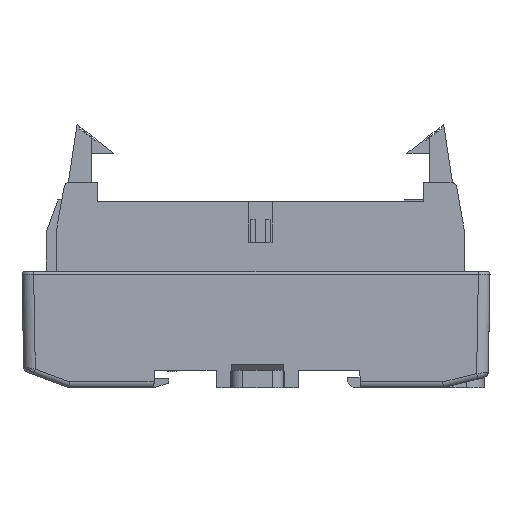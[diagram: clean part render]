
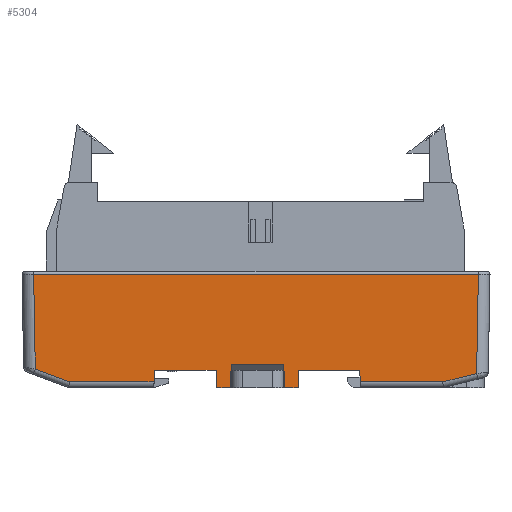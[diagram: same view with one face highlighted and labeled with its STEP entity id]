
A CAD part, left-side view. The second image highlights one B-rep face of the part: STEP entity #5304.
In plain terms, the highlighted planar face has unit normal (-1, 0, -0.018).
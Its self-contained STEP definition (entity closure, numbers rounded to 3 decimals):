
#3007=FACE_OUTER_BOUND('',#10249,.T.);
#5304=ADVANCED_FACE('',(#3007),#7599,.T.);
#7599=PLANE('',#43643);
#10249=EDGE_LOOP('',(#14180,#14181,#14182,#14183,#14184,#14185,#14186,#14187,
#14188,#14189,#14190,#14191,#14192,#14193,#14194,#14195,#14196,#14197));
#14180=ORIENTED_EDGE('',*,*,#28810,.T.);
#14181=ORIENTED_EDGE('',*,*,#28819,.F.);
#14182=ORIENTED_EDGE('',*,*,#28813,.T.);
#14183=ORIENTED_EDGE('',*,*,#28552,.F.);
#14184=ORIENTED_EDGE('',*,*,#28854,.F.);
#14185=ORIENTED_EDGE('',*,*,#28887,.T.);
#14186=ORIENTED_EDGE('',*,*,#28910,.T.);
#14187=ORIENTED_EDGE('',*,*,#28911,.T.);
#14188=ORIENTED_EDGE('',*,*,#28646,.T.);
#14189=ORIENTED_EDGE('',*,*,#28843,.T.);
#14190=ORIENTED_EDGE('',*,*,#28891,.T.);
#14191=ORIENTED_EDGE('',*,*,#28908,.T.);
#14192=ORIENTED_EDGE('',*,*,#28901,.F.);
#14193=ORIENTED_EDGE('',*,*,#28562,.F.);
#14194=ORIENTED_EDGE('',*,*,#28822,.F.);
#14195=ORIENTED_EDGE('',*,*,#28838,.F.);
#14196=ORIENTED_EDGE('',*,*,#28832,.T.);
#14197=ORIENTED_EDGE('',*,*,#28912,.T.);
#24919=VERTEX_POINT('',#57979);
#24920=VERTEX_POINT('',#57981);
#24929=VERTEX_POINT('',#57999);
#24930=VERTEX_POINT('',#58001);
#25009=VERTEX_POINT('',#58170);
#25010=VERTEX_POINT('',#58172);
#25113=VERTEX_POINT('',#58503);
#25114=VERTEX_POINT('',#58505);
#25116=VERTEX_POINT('',#58511);
#25119=VERTEX_POINT('',#58528);
#25125=VERTEX_POINT('',#58546);
#25126=VERTEX_POINT('',#58548);
#25131=VERTEX_POINT('',#58572);
#25138=VERTEX_POINT('',#58622);
#25167=VERTEX_POINT('',#58686);
#25170=VERTEX_POINT('',#58696);
#25174=VERTEX_POINT('',#58712);
#25176=VERTEX_POINT('',#58728);
#28552=EDGE_CURVE('',#24919,#24920,#34184,.T.);
#28562=EDGE_CURVE('',#24929,#24930,#34192,.T.);
#28646=EDGE_CURVE('',#25010,#25009,#34267,.T.);
#28810=EDGE_CURVE('',#25114,#25113,#34405,.T.);
#28813=EDGE_CURVE('',#25116,#24920,#34408,.T.);
#28819=EDGE_CURVE('',#25116,#25113,#34413,.T.);
#28822=EDGE_CURVE('',#25119,#24929,#34416,.T.);
#28832=EDGE_CURVE('',#25126,#25125,#34425,.T.);
#28838=EDGE_CURVE('',#25126,#25119,#34431,.T.);
#28843=EDGE_CURVE('',#25009,#25131,#34435,.T.);
#28854=EDGE_CURVE('',#25138,#24919,#34438,.T.);
#28887=EDGE_CURVE('',#25138,#25167,#34461,.T.);
#28891=EDGE_CURVE('',#25131,#25170,#34463,.T.);
#28901=EDGE_CURVE('',#24930,#25174,#34470,.T.);
#28908=EDGE_CURVE('',#25170,#25174,#34476,.T.);
#28910=EDGE_CURVE('',#25167,#25176,#34477,.T.);
#28911=EDGE_CURVE('',#25176,#25010,#34478,.T.);
#28912=EDGE_CURVE('',#25125,#25114,#34479,.T.);
#34184=LINE('',#57980,#38959);
#34192=LINE('',#58000,#38967);
#34267=LINE('',#58171,#39042);
#34405=LINE('',#58504,#39180);
#34408=LINE('',#58510,#39183);
#34413=LINE('',#58522,#39188);
#34416=LINE('',#58527,#39191);
#34425=LINE('',#58547,#39200);
#34431=LINE('',#58558,#39206);
#34435=LINE('',#58573,#39210);
#34438=LINE('',#58623,#39213);
#34461=LINE('',#58687,#39236);
#34463=LINE('',#58695,#39238);
#34470=LINE('',#58711,#39245);
#34476=LINE('',#58723,#39251);
#34477=LINE('',#58727,#39252);
#34478=LINE('',#58729,#39253);
#34479=LINE('',#58730,#39254);
#38959=VECTOR('',#46731,1.);
#38967=VECTOR('',#46743,1.);
#39042=VECTOR('',#46850,1.);
#39180=VECTOR('',#47170,1.);
#39183=VECTOR('',#47175,1.);
#39188=VECTOR('',#47188,1.);
#39191=VECTOR('',#47195,1.);
#39200=VECTOR('',#47212,1.);
#39206=VECTOR('',#47220,1.);
#39210=VECTOR('',#47230,1.);
#39213=VECTOR('',#47253,1.);
#39236=VECTOR('',#47300,1.);
#39238=VECTOR('',#47310,1.);
#39245=VECTOR('',#47327,1.);
#39251=VECTOR('',#47341,1.);
#39252=VECTOR('',#47348,1.);
#39253=VECTOR('',#47349,1.);
#39254=VECTOR('',#47350,1.);
#43643=AXIS2_PLACEMENT_3D('',#58731,#47351,#47352);
#46731=DIRECTION('',(0.,1.,0.));
#46743=DIRECTION('',(0.,1.,0.));
#46850=DIRECTION('',(0.,1.,0.));
#47170=DIRECTION('',(0.017,-0.035,-0.999));
#47175=DIRECTION('',(-0.017,-0.035,0.999));
#47188=DIRECTION('',(0.,1.,0.));
#47195=DIRECTION('',(-0.017,0.035,0.999));
#47212=DIRECTION('',(-0.017,-0.035,0.999));
#47220=DIRECTION('',(0.,1.,0.));
#47230=DIRECTION('',(0.017,-0.017,-1.));
#47253=DIRECTION('',(-0.017,0.017,1.));
#47300=DIRECTION('',(0.,-1.,0.));
#47310=DIRECTION('',(0.006,-0.936,-0.351));
#47327=DIRECTION('',(0.017,0.017,-1.));
#47341=DIRECTION('',(0.,-1.,0.));
#47348=DIRECTION('',(-0.004,-0.97,0.243));
#47349=DIRECTION('',(-0.017,-0.017,1.));
#47350=DIRECTION('',(0.,-1.,0.));
#47351=DIRECTION('',(-1.,0.,-0.017));
#47352=DIRECTION('',(-0.017,0.,1.));
#57979=CARTESIAN_POINT('',(-69.065,22.331,-16.488));
#57980=CARTESIAN_POINT('',(-69.065,40.18,-16.488));
#57981=CARTESIAN_POINT('',(-69.065,32.817,-16.488));
#57999=CARTESIAN_POINT('',(-69.065,47.027,-16.488));
#58000=CARTESIAN_POINT('',(-69.065,40.18,-16.488));
#58001=CARTESIAN_POINT('',(-69.065,57.663,-16.488));
#58170=CARTESIAN_POINT('',(-69.353,78.381,0.));
#58171=CARTESIAN_POINT('',(-69.353,40.18,0.));
#58172=CARTESIAN_POINT('',(-69.353,1.98,0.));
#58503=CARTESIAN_POINT('',(-69.013,35.267,-19.488));
#58504=CARTESIAN_POINT('',(-69.365,35.971,0.662));
#58505=CARTESIAN_POINT('',(-69.083,35.407,-15.493));
#58510=CARTESIAN_POINT('',(-69.01,32.928,-19.663));
#58511=CARTESIAN_POINT('',(-69.013,32.922,-19.488));
#58522=CARTESIAN_POINT('',(-69.013,39.922,-19.488));
#58527=CARTESIAN_POINT('',(-69.358,47.612,0.256));
#58528=CARTESIAN_POINT('',(-69.013,46.922,-19.488));
#58546=CARTESIAN_POINT('',(-69.083,44.437,-15.493));
#58547=CARTESIAN_POINT('',(-69.365,43.874,0.644));
#58548=CARTESIAN_POINT('',(-69.013,44.577,-19.488));
#58558=CARTESIAN_POINT('',(-69.013,39.922,-19.488));
#58572=CARTESIAN_POINT('',(-69.069,78.096,-16.297));
#58573=CARTESIAN_POINT('',(-69.351,78.378,-0.152));
#58622=CARTESIAN_POINT('',(-69.03,22.296,-18.505));
#58623=CARTESIAN_POINT('',(-69.055,22.32,-17.116));
#58686=CARTESIAN_POINT('',(-69.03,8.094,-18.505));
#58687=CARTESIAN_POINT('',(-69.03,40.18,-18.505));
#58695=CARTESIAN_POINT('',(-68.887,50.385,-26.689));
#58696=CARTESIAN_POINT('',(-69.03,72.208,-18.505));
#58711=CARTESIAN_POINT('',(-69.367,57.361,0.815));
#58712=CARTESIAN_POINT('',(-69.03,57.698,-18.505));
#58723=CARTESIAN_POINT('',(-69.03,40.18,-18.505));
#58727=CARTESIAN_POINT('',(-68.918,33.816,-24.935));
#58728=CARTESIAN_POINT('',(-69.056,2.277,-17.051));
#58729=CARTESIAN_POINT('',(-69.363,1.97,0.547));
#58730=CARTESIAN_POINT('',(-69.083,40.18,-15.493));
#58731=CARTESIAN_POINT('',(-69.362,40.18,0.515));
